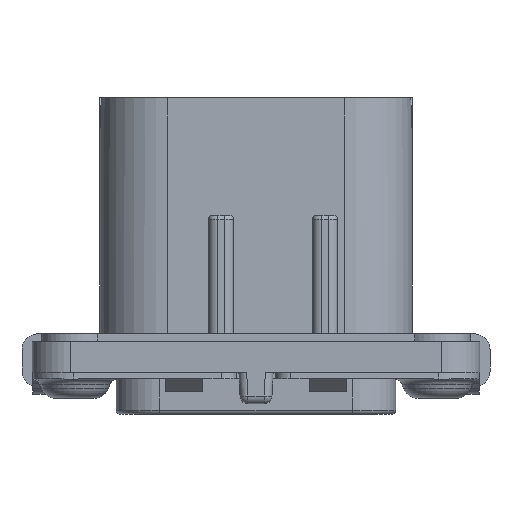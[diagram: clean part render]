
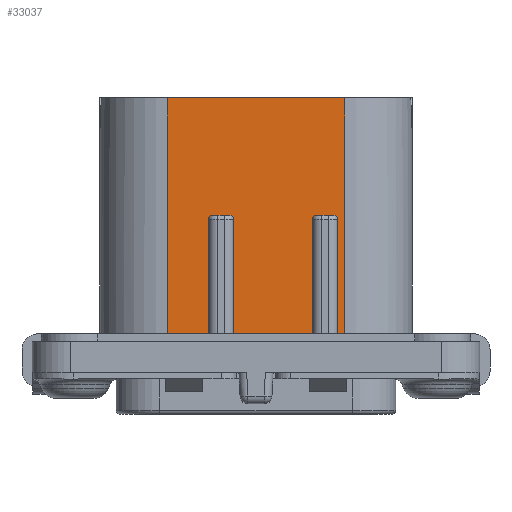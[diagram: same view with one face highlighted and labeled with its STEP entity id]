
A CAD part, front view. The second image highlights one B-rep face of the part: STEP entity #33037.
In plain terms, the highlighted planar face has unit normal (0, -1, 0).
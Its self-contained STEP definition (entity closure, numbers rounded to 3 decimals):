
#1463=DIRECTION('',(1.,0.,0.));
#1464=VECTOR('',#1463,0.45);
#1465=CARTESIAN_POINT('',(5.25,-9.,2.));
#1466=LINE('',#1465,#1464);
#1607=DIRECTION('',(1.,0.,0.));
#1608=VECTOR('',#1607,11.4);
#1609=CARTESIAN_POINT('',(-5.7,-9.,17.67));
#1610=LINE('',#1609,#1608);
#7555=DIRECTION('',(0.,0.,1.));
#7556=VECTOR('',#7555,7.87);
#7557=CARTESIAN_POINT('',(5.25,-9.,2.));
#7558=LINE('',#7557,#7556);
#7559=DIRECTION('',(1.,0.,0.));
#7560=VECTOR('',#7559,1.1);
#7561=CARTESIAN_POINT('',(3.9,-9.,10.12));
#7562=LINE('',#7561,#7560);
#7563=DIRECTION('',(0.,0.,1.));
#7564=VECTOR('',#7563,7.87);
#7565=CARTESIAN_POINT('',(3.65,-9.,2.));
#7566=LINE('',#7565,#7564);
#7567=DIRECTION('',(0.,0.,1.));
#7568=VECTOR('',#7567,7.87);
#7569=CARTESIAN_POINT('',(-1.44,-9.,2.));
#7570=LINE('',#7569,#7568);
#7571=DIRECTION('',(1.,0.,0.));
#7572=VECTOR('',#7571,1.1);
#7573=CARTESIAN_POINT('',(-2.79,-9.,10.12));
#7574=LINE('',#7573,#7572);
#7575=DIRECTION('',(0.,0.,1.));
#7576=VECTOR('',#7575,7.87);
#7577=CARTESIAN_POINT('',(-3.04,-9.,2.));
#7578=LINE('',#7577,#7576);
#7579=DIRECTION('',(0.,0.,-1.));
#7580=VECTOR('',#7579,15.67);
#7581=CARTESIAN_POINT('',(-5.7,-9.,17.67));
#7582=LINE('',#7581,#7580);
#7583=DIRECTION('',(0.,0.,-1.));
#7584=VECTOR('',#7583,15.67);
#7585=CARTESIAN_POINT('',(5.7,-9.,17.67));
#7586=LINE('',#7585,#7584);
#7600=CARTESIAN_POINT('',(5.,-9.,9.87));
#7601=DIRECTION('',(0.,1.,0.));
#7602=DIRECTION('',(0.,0.,1.));
#7603=AXIS2_PLACEMENT_3D('',#7600,#7601,#7602);
#7642=CARTESIAN_POINT('',(3.9,-9.,9.87));
#7643=DIRECTION('',(0.,1.,0.));
#7644=DIRECTION('',(-1.,0.,0.));
#7645=AXIS2_PLACEMENT_3D('',#7642,#7643,#7644);
#7753=DIRECTION('',(1.,0.,0.));
#7754=VECTOR('',#7753,2.66);
#7755=CARTESIAN_POINT('',(-5.7,-9.,2.));
#7756=LINE('',#7755,#7754);
#7765=CARTESIAN_POINT('',(-2.79,-9.,9.87));
#7766=DIRECTION('',(0.,1.,0.));
#7767=DIRECTION('',(-1.,0.,0.));
#7768=AXIS2_PLACEMENT_3D('',#7765,#7766,#7767);
#7797=CARTESIAN_POINT('',(-1.69,-9.,9.87));
#7798=DIRECTION('',(0.,1.,0.));
#7799=DIRECTION('',(0.,0.,1.));
#7800=AXIS2_PLACEMENT_3D('',#7797,#7798,#7799);
#7822=DIRECTION('',(1.,0.,0.));
#7823=VECTOR('',#7822,5.09);
#7824=CARTESIAN_POINT('',(-1.44,-9.,2.));
#7825=LINE('',#7824,#7823);
#18723=CARTESIAN_POINT('',(-5.7,-9.,17.67));
#18724=CARTESIAN_POINT('',(-5.7,-9.,2.));
#18725=VERTEX_POINT('',#18723);
#18726=VERTEX_POINT('',#18724);
#18727=CARTESIAN_POINT('',(5.7,-9.,17.67));
#18728=CARTESIAN_POINT('',(5.7,-9.,2.));
#18729=VERTEX_POINT('',#18727);
#18730=VERTEX_POINT('',#18728);
#18885=CARTESIAN_POINT('',(-3.04,-9.,2.));
#18886=VERTEX_POINT('',#18885);
#18887=CARTESIAN_POINT('',(-1.44,-9.,2.));
#18888=CARTESIAN_POINT('',(3.65,-9.,2.));
#18889=VERTEX_POINT('',#18887);
#18890=VERTEX_POINT('',#18888);
#18891=CARTESIAN_POINT('',(5.25,-9.,2.));
#18892=VERTEX_POINT('',#18891);
#21350=CARTESIAN_POINT('',(-1.44,-9.,9.87));
#21352=VERTEX_POINT('',#21350);
#21354=CARTESIAN_POINT('',(-1.69,-9.,10.12));
#21356=VERTEX_POINT('',#21354);
#21377=CARTESIAN_POINT('',(-2.79,-9.,10.12));
#21378=VERTEX_POINT('',#21377);
#21379=CARTESIAN_POINT('',(-3.04,-9.,9.87));
#21380=VERTEX_POINT('',#21379);
#21382=CARTESIAN_POINT('',(5.25,-9.,9.87));
#21384=VERTEX_POINT('',#21382);
#21386=CARTESIAN_POINT('',(5.,-9.,10.12));
#21388=VERTEX_POINT('',#21386);
#21389=CARTESIAN_POINT('',(3.9,-9.,10.12));
#21391=VERTEX_POINT('',#21389);
#21393=CARTESIAN_POINT('',(3.65,-9.,9.87));
#21395=VERTEX_POINT('',#21393);
#33001=CARTESIAN_POINT('',(-10.05,-9.,2.));
#33002=DIRECTION('',(0.,-1.,0.));
#33003=DIRECTION('',(1.,0.,0.));
#33004=AXIS2_PLACEMENT_3D('',#33001,#33002,#33003);
#33005=PLANE('',#33004);
#33007=ORIENTED_EDGE('',*,*,#33006,.T.);
#33009=ORIENTED_EDGE('',*,*,#33008,.F.);
#33011=ORIENTED_EDGE('',*,*,#33010,.F.);
#33013=ORIENTED_EDGE('',*,*,#33012,.F.);
#33015=ORIENTED_EDGE('',*,*,#33014,.F.);
#33017=ORIENTED_EDGE('',*,*,#33016,.F.);
#33019=ORIENTED_EDGE('',*,*,#33018,.T.);
#33021=ORIENTED_EDGE('',*,*,#33020,.F.);
#33023=ORIENTED_EDGE('',*,*,#33022,.F.);
#33025=ORIENTED_EDGE('',*,*,#33024,.F.);
#33027=ORIENTED_EDGE('',*,*,#33026,.F.);
#33029=ORIENTED_EDGE('',*,*,#33028,.F.);
#33031=ORIENTED_EDGE('',*,*,#33030,.F.);
#33032=ORIENTED_EDGE('',*,*,#24672,.T.);
#33033=ORIENTED_EDGE('',*,*,#24641,.T.);
#33034=ORIENTED_EDGE('',*,*,#24468,.F.);
#33035=EDGE_LOOP('',(#33007,#33009,#33011,#33013,#33015,#33017,#33019,#33021,
#33023,#33025,#33027,#33029,#33031,#33032,#33033,#33034));
#33036=FACE_OUTER_BOUND('',#33035,.F.);
#33037=ADVANCED_FACE('',(#33036),#33005,.T.);
#7604=CIRCLE('',#7603,0.25);
#7646=CIRCLE('',#7645,0.25);
#7769=CIRCLE('',#7768,0.25);
#7801=CIRCLE('',#7800,0.25);
#24468=EDGE_CURVE('',#18892,#18730,#1466,.T.);
#24641=EDGE_CURVE('',#18729,#18730,#7586,.T.);
#24672=EDGE_CURVE('',#18725,#18729,#1610,.T.);
#33006=EDGE_CURVE('',#18892,#21384,#7558,.T.);
#33008=EDGE_CURVE('',#21388,#21384,#7604,.T.);
#33010=EDGE_CURVE('',#21391,#21388,#7562,.T.);
#33012=EDGE_CURVE('',#21395,#21391,#7646,.T.);
#33014=EDGE_CURVE('',#18890,#21395,#7566,.T.);
#33016=EDGE_CURVE('',#18889,#18890,#7825,.T.);
#33018=EDGE_CURVE('',#18889,#21352,#7570,.T.);
#33020=EDGE_CURVE('',#21356,#21352,#7801,.T.);
#33022=EDGE_CURVE('',#21378,#21356,#7574,.T.);
#33024=EDGE_CURVE('',#21380,#21378,#7769,.T.);
#33026=EDGE_CURVE('',#18886,#21380,#7578,.T.);
#33028=EDGE_CURVE('',#18726,#18886,#7756,.T.);
#33030=EDGE_CURVE('',#18725,#18726,#7582,.T.);
